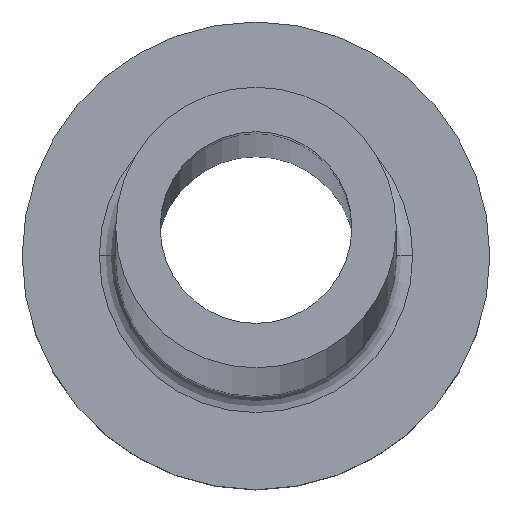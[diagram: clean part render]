
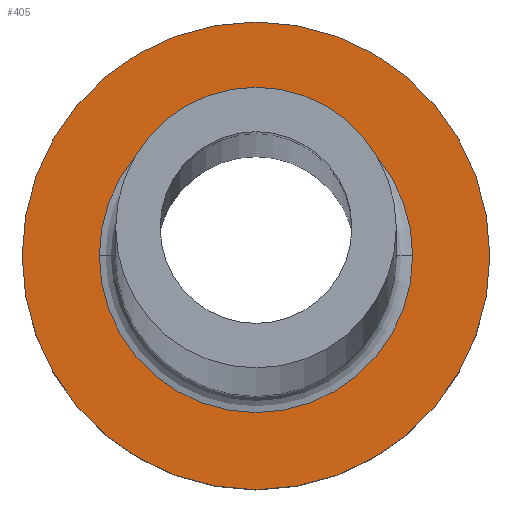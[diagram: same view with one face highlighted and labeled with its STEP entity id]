
A CAD part, top view. The second image highlights one B-rep face of the part: STEP entity #405.
In plain terms, the highlighted planar face has unit normal (0, 0, 1).
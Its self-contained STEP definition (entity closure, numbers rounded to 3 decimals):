
#8 = DIRECTION ( 'NONE',  ( 1., 0., 0. ) ) ;
#15 = CARTESIAN_POINT ( 'NONE',  ( 0., 0., 7. ) ) ;
#46 = CARTESIAN_POINT ( 'NONE',  ( -10., 0., 7. ) ) ;
#65 = EDGE_LOOP ( 'NONE', ( #317, #151 ) ) ;
#84 = DIRECTION ( 'NONE',  ( 1., 0., 0. ) ) ;
#91 = DIRECTION ( 'NONE',  ( 0., 0., 1. ) ) ;
#99 = EDGE_CURVE ( 'NONE', #327, #287, #312, .T. ) ;
#114 = CARTESIAN_POINT ( 'NONE',  ( 10., 0., 7. ) ) ;
#151 = ORIENTED_EDGE ( 'NONE', *, *, #339, .T. ) ;
#152 = FACE_BOUND ( 'NONE', #65, .T. ) ;
#154 = CIRCLE ( 'NONE', #313, 6.7 ) ;
#158 = AXIS2_PLACEMENT_3D ( 'NONE', #236, #271, #372 ) ;
#178 = EDGE_CURVE ( 'NONE', #287, #327, #348, .T. ) ;
#180 = DIRECTION ( 'NONE',  ( 0., 0., -1. ) ) ;
#228 = DIRECTION ( 'NONE',  ( 0., 0., 1. ) ) ;
#234 = AXIS2_PLACEMENT_3D ( 'NONE', #15, #91, #303 ) ;
#236 = CARTESIAN_POINT ( 'NONE',  ( 0., 0., 7. ) ) ;
#242 = EDGE_CURVE ( 'NONE', #453, #263, #344, .T. ) ;
#263 = VERTEX_POINT ( 'NONE', #400 ) ;
#265 = CARTESIAN_POINT ( 'NONE',  ( 0., 0., 7. ) ) ;
#268 = DIRECTION ( 'NONE',  ( 1., 0., 0. ) ) ;
#271 = DIRECTION ( 'NONE',  ( 0., 0., 1. ) ) ;
#276 = AXIS2_PLACEMENT_3D ( 'NONE', #265, #228, #8 ) ;
#287 = VERTEX_POINT ( 'NONE', #114 ) ;
#297 = FACE_OUTER_BOUND ( 'NONE', #356, .T. ) ;
#303 = DIRECTION ( 'NONE',  ( 1., 0., 0. ) ) ;
#312 = CIRCLE ( 'NONE', #234, 10. ) ;
#313 = AXIS2_PLACEMENT_3D ( 'NONE', #390, #362, #84 ) ;
#317 = ORIENTED_EDGE ( 'NONE', *, *, #242, .T. ) ;
#320 = ORIENTED_EDGE ( 'NONE', *, *, #178, .T. ) ;
#327 = VERTEX_POINT ( 'NONE', #46 ) ;
#339 = EDGE_CURVE ( 'NONE', #263, #453, #154, .T. ) ;
#344 = CIRCLE ( 'NONE', #457, 6.7 ) ;
#348 = CIRCLE ( 'NONE', #158, 10. ) ;
#356 = EDGE_LOOP ( 'NONE', ( #399, #320 ) ) ;
#362 = DIRECTION ( 'NONE',  ( 0., 0., -1. ) ) ;
#372 = DIRECTION ( 'NONE',  ( 1., 0., 0. ) ) ;
#390 = CARTESIAN_POINT ( 'NONE',  ( 0., 0., 7. ) ) ;
#399 = ORIENTED_EDGE ( 'NONE', *, *, #99, .T. ) ;
#400 = CARTESIAN_POINT ( 'NONE',  ( -6.7, 0., 7. ) ) ;
#401 = CARTESIAN_POINT ( 'NONE',  ( 6.7, 0., 7. ) ) ;
#405 = ADVANCED_FACE ( 'NONE', ( #152, #297 ), #433, .T. ) ;
#425 = CARTESIAN_POINT ( 'NONE',  ( 0., 0., 7. ) ) ;
#433 = PLANE ( 'NONE',  #276 ) ;
#453 = VERTEX_POINT ( 'NONE', #401 ) ;
#457 = AXIS2_PLACEMENT_3D ( 'NONE', #425, #180, #268 ) ;
